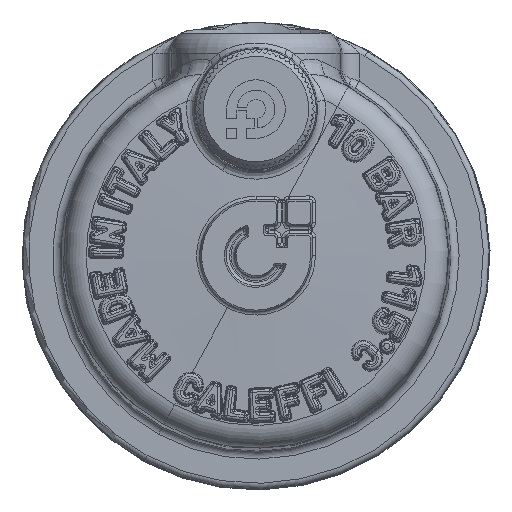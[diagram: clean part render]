
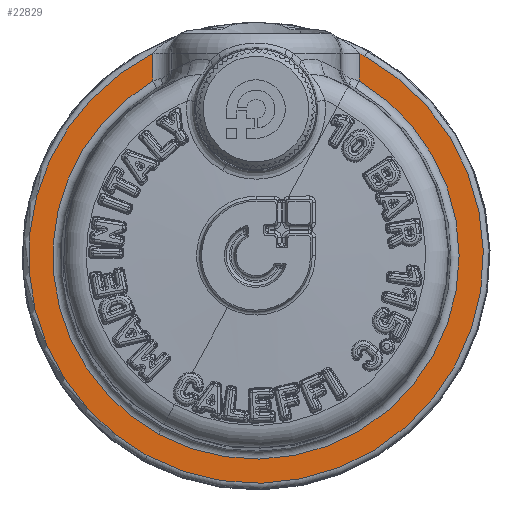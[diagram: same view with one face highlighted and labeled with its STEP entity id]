
A CAD part, top view. The second image highlights one B-rep face of the part: STEP entity #22829.
In plain terms, the highlighted planar face has unit normal (0, 0, 1).
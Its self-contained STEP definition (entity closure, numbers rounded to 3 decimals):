
#22023=CARTESIAN_POINT('Axis2P3D Location',(0.,0.,2.5)) ;
#22027=CARTESIAN_POINT('Vertex',(8.824,17.294,2.5)) ;
#22029=CARTESIAN_POINT('Vertex',(9.308,17.038,2.5)) ;
#22055=CARTESIAN_POINT('Axis2P3D Location',(0.,0.,2.5)) ;
#22059=CARTESIAN_POINT('Vertex',(-9.308,-17.038,2.5)) ;
#22074=CARTESIAN_POINT('Axis2P3D Location',(0.,0.,2.5)) ;
#22078=CARTESIAN_POINT('Vertex',(-8.824,17.294,2.5)) ;
#22718=CARTESIAN_POINT('Vertex',(8.824,14.936,2.5)) ;
#22721=CARTESIAN_POINT('Line Origine',(8.824,-0.695,2.5)) ;
#22796=CARTESIAN_POINT('Axis2P3D Location',(0.,-19.906,2.5)) ;
#22801=CARTESIAN_POINT('Axis2P3D Location',(0.,0.,2.5)) ;
#22805=CARTESIAN_POINT('Vertex',(-8.317,-15.224,2.5)) ;
#22808=CARTESIAN_POINT('Axis2P3D Location',(0.,0.,2.5)) ;
#22812=CARTESIAN_POINT('Vertex',(-8.824,14.936,2.5)) ;
#22815=CARTESIAN_POINT('Line Origine',(-8.824,16.115,2.5)) ;
#22723=VECTOR('Line Direction',#22722,1.) ;
#22817=VECTOR('Line Direction',#22816,1.) ;
#22024=DIRECTION('Axis2P3D Direction',(0.,-0.,-1.)) ;
#22056=DIRECTION('Axis2P3D Direction',(-0.,0.,-1.)) ;
#22075=DIRECTION('Axis2P3D Direction',(0.,-0.,-1.)) ;
#22722=DIRECTION('Vector Direction',(0.,1.,0.)) ;
#22797=DIRECTION('Axis2P3D Direction',(0.,0.,-1.)) ;
#22798=DIRECTION('Axis2P3D XDirection',(1.,0.,0.)) ;
#22802=DIRECTION('Axis2P3D Direction',(0.,0.,-1.)) ;
#22809=DIRECTION('Axis2P3D Direction',(0.,0.,-1.)) ;
#22816=DIRECTION('Vector Direction',(0.,1.,0.)) ;
#22025=AXIS2_PLACEMENT_3D('Circle Axis2P3D',#22023,#22024,$) ;
#22057=AXIS2_PLACEMENT_3D('Circle Axis2P3D',#22055,#22056,$) ;
#22076=AXIS2_PLACEMENT_3D('Circle Axis2P3D',#22074,#22075,$) ;
#22799=AXIS2_PLACEMENT_3D('Plane Axis2P3D',#22796,#22797,#22798) ;
#22803=AXIS2_PLACEMENT_3D('Circle Axis2P3D',#22801,#22802,$) ;
#22810=AXIS2_PLACEMENT_3D('Circle Axis2P3D',#22808,#22809,$) ;
#22724=LINE('Line',#22721,#22723) ;
#22818=LINE('Line',#22815,#22817) ;
#22026=CIRCLE('generated circle',#22025,19.415) ;
#22058=CIRCLE('generated circle',#22057,19.415) ;
#22077=CIRCLE('generated circle',#22076,19.415) ;
#22804=CIRCLE('generated circle',#22803,17.348) ;
#22811=CIRCLE('generated circle',#22810,17.348) ;
#22800=PLANE('',#22799) ;
#22031=EDGE_CURVE('',#22028,#22030,#22026,.T.) ;
#22061=EDGE_CURVE('',#22030,#22060,#22058,.T.) ;
#22080=EDGE_CURVE('',#22060,#22079,#22077,.T.) ;
#22725=EDGE_CURVE('',#22719,#22028,#22724,.T.) ;
#22807=EDGE_CURVE('',#22806,#22719,#22804,.F.) ;
#22814=EDGE_CURVE('',#22813,#22806,#22811,.F.) ;
#22819=EDGE_CURVE('',#22079,#22813,#22818,.F.) ;
#22821=ORIENTED_EDGE('',*,*,#22080,.F.) ;
#22822=ORIENTED_EDGE('',*,*,#22061,.F.) ;
#22823=ORIENTED_EDGE('',*,*,#22031,.F.) ;
#22824=ORIENTED_EDGE('',*,*,#22725,.F.) ;
#22825=ORIENTED_EDGE('',*,*,#22807,.F.) ;
#22826=ORIENTED_EDGE('',*,*,#22814,.F.) ;
#22827=ORIENTED_EDGE('',*,*,#22819,.F.) ;
#22820=EDGE_LOOP('',(#22821,#22822,#22823,#22824,#22825,#22826,#22827)) ;
#22028=VERTEX_POINT('',#22027) ;
#22030=VERTEX_POINT('',#22029) ;
#22060=VERTEX_POINT('',#22059) ;
#22079=VERTEX_POINT('',#22078) ;
#22719=VERTEX_POINT('',#22718) ;
#22806=VERTEX_POINT('',#22805) ;
#22813=VERTEX_POINT('',#22812) ;
#22829=ADVANCED_FACE('PartBody',(#22828),#22800,.F.) ;
#22828=FACE_OUTER_BOUND('',#22820,.T.) ;
